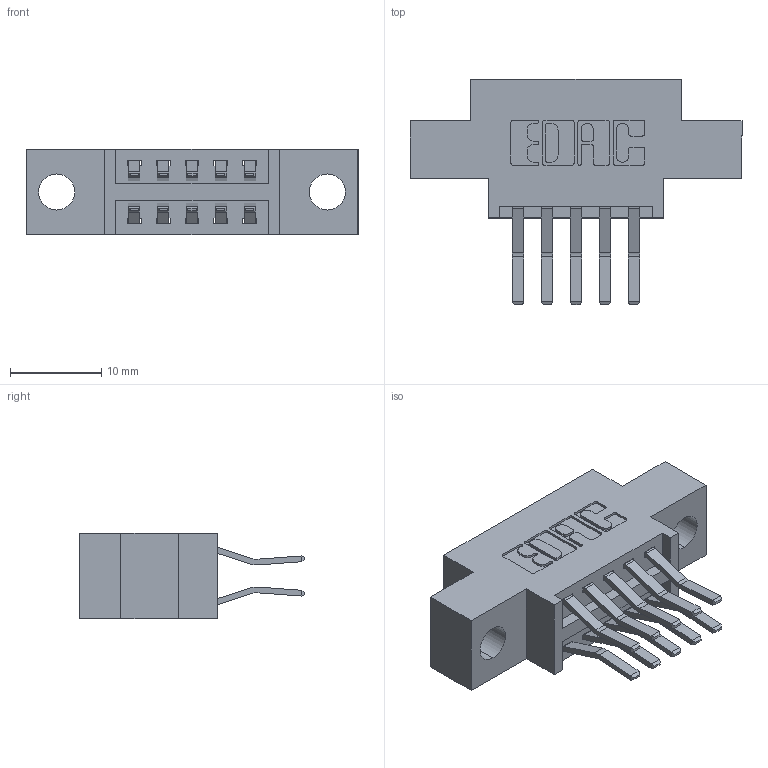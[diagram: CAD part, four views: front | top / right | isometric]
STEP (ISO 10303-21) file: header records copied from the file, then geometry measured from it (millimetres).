
FILE_DESCRIPTION (( 'STEP AP203' ), '1' );
FILE_NAME ('346-010-560-804.STEP', '2022-05-17T18:42:03', ( '' ), ( '' ), 'SwSTEP 2.0', 'SolidWorks 2020', '' );
FILE_SCHEMA (( 'CONFIG_CONTROL_DESIGN' ));
Length unit declared in the file: inch
Products named in the file (3): 345-292-001_560 Tail; 346-010-560-804; 346 Part_0.170 Offset - 0.156 Dia-TH
Assembly tree (11 placements, depth 2):
  346-010-560-804
    346 Part_0.170 Offset - 0.156 Dia-TH
    345-292-001_560 Tail  x10
Bounding box: 36.45 x 24.78 x 9.4 mm (x, y, z)
Volume: 3071.8 mm3; surface area: 3843.3 mm2
Topology: 11 solids, 11 shells, 680 faces, 1987 edges, 1310 vertices
Faces by surface type: plane 444, cylinder 236
Entity records: 8883 total; most frequent: CARTESIAN_POINT 1522, ORIENTED_EDGE 1454, DIRECTION 1395, EDGE_CURVE 727, LINE 571, VECTOR 571, VERTEX_POINT 482, AXIS2_PLACEMENT_3D 412
